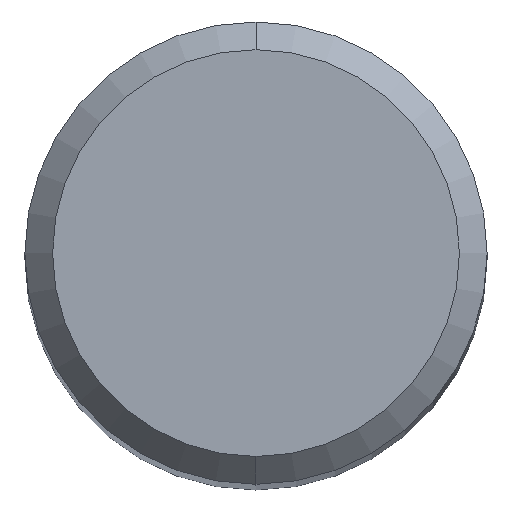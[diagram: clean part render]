
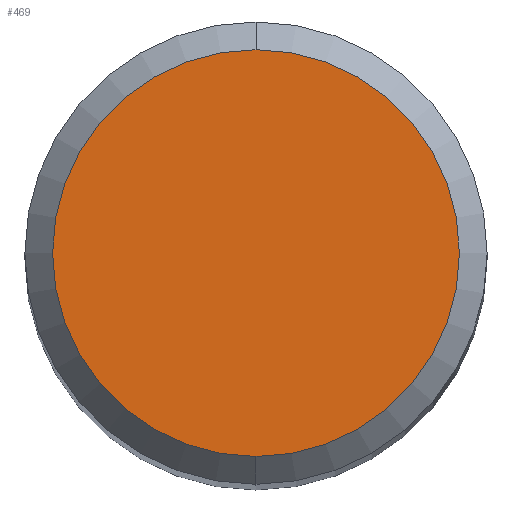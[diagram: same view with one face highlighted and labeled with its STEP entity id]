
A CAD part, top view. The second image highlights one B-rep face of the part: STEP entity #469.
In plain terms, the highlighted planar face has unit normal (0, 0, 1).
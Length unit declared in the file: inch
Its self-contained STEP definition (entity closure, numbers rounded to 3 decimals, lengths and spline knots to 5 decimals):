
#10 = DIRECTION ( 'NONE',  ( 0., 0., 1. ) ) ;
#11 = DIRECTION ( 'NONE',  ( 0., 0., 1. ) ) ;
#27 = CIRCLE ( 'NONE', #373, 0.11 ) ;
#43 = AXIS2_PLACEMENT_3D ( 'NONE', #253, #11, #100 ) ;
#69 = EDGE_LOOP ( 'NONE', ( #85, #107 ) ) ;
#85 = ORIENTED_EDGE ( 'NONE', *, *, #220, .T. ) ;
#86 = EDGE_CURVE ( 'NONE', #120, #382, #139, .T. ) ;
#100 = DIRECTION ( 'NONE',  ( 0., -1., 0. ) ) ;
#102 = DIRECTION ( 'NONE',  ( 0., 1., 0. ) ) ;
#107 = ORIENTED_EDGE ( 'NONE', *, *, #86, .T. ) ;
#120 = VERTEX_POINT ( 'NONE', #252 ) ;
#139 = CIRCLE ( 'NONE', #43, 0.11 ) ;
#173 = CARTESIAN_POINT ( 'NONE',  ( 0., 0., 0. ) ) ;
#187 = CARTESIAN_POINT ( 'NONE',  ( 0., 0.11, 0. ) ) ;
#220 = EDGE_CURVE ( 'NONE', #382, #120, #27, .T. ) ;
#242 = AXIS2_PLACEMENT_3D ( 'NONE', #187, #406, #102 ) ;
#252 = CARTESIAN_POINT ( 'NONE',  ( 0., -0.11, 0. ) ) ;
#253 = CARTESIAN_POINT ( 'NONE',  ( 0., 0., 0. ) ) ;
#254 = DIRECTION ( 'NONE',  ( 0., -1., 0. ) ) ;
#271 = FACE_OUTER_BOUND ( 'NONE', #69, .T. ) ;
#338 = PLANE ( 'NONE',  #242 ) ;
#373 = AXIS2_PLACEMENT_3D ( 'NONE', #173, #10, #254 ) ;
#382 = VERTEX_POINT ( 'NONE', #437 ) ;
#406 = DIRECTION ( 'NONE',  ( 0., 0., -1. ) ) ;
#437 = CARTESIAN_POINT ( 'NONE',  ( 0., 0.11, 0. ) ) ;
#469 = ADVANCED_FACE ( 'NONE', ( #271 ), #338, .F. ) ;
